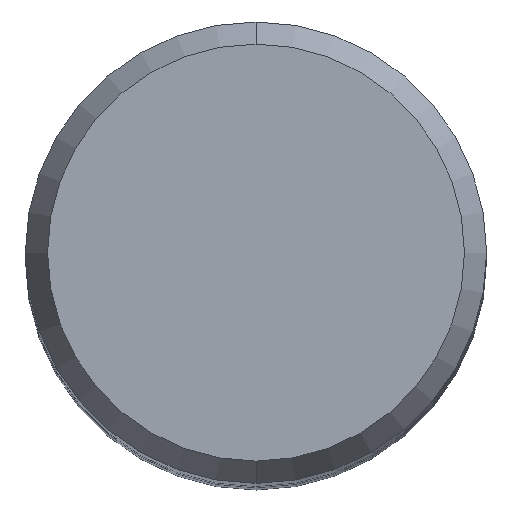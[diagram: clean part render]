
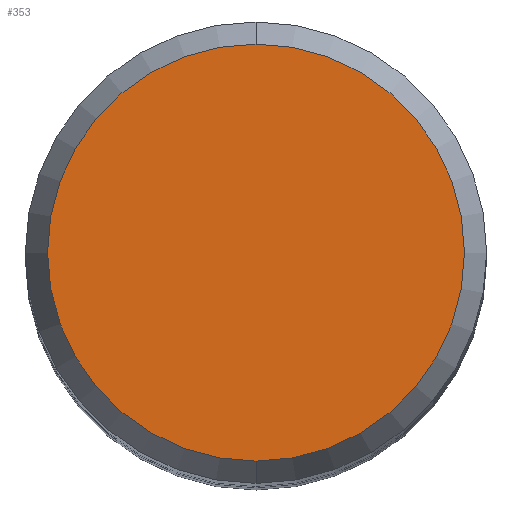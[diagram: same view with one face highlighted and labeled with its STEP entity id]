
A CAD part, top view. The second image highlights one B-rep face of the part: STEP entity #353.
In plain terms, the highlighted planar face has unit normal (0, 0, 1).
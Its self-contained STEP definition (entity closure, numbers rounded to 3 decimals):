
#171=EDGE_CURVE('',#257,#357,#463,.T.);
#257=VERTEX_POINT('',#557);
#353=ADVANCED_FACE('',(#663),#664,.T.);
#357=VERTEX_POINT('',#668);
#401=EDGE_CURVE('',#357,#257,#716,.T.);
#463=CIRCLE('',#775,5.423);
#557=CARTESIAN_POINT('',(0.0,5.423,0.0));
#663=FACE_OUTER_BOUND('',#1277,.T.);
#664=PLANE('',#1278);
#668=CARTESIAN_POINT('',(0.,-5.423,0.0));
#716=CIRCLE('',#1366,5.423);
#775=AXIS2_PLACEMENT_3D('',#1449,#1450,#1451);
#1277=EDGE_LOOP('',(#1679,#1680));
#1278=AXIS2_PLACEMENT_3D('',#1681,#1682,#1683);
#1366=AXIS2_PLACEMENT_3D('',#1728,#1729,#1730);
#1449=CARTESIAN_POINT('',(0.0,0.0,0.0));
#1450=DIRECTION('',(0.0,0.0,-1.0));
#1451=DIRECTION('',(0.0,1.0,0.0));
#1679=ORIENTED_EDGE('',*,*,#171,.F.);
#1680=ORIENTED_EDGE('',*,*,#401,.F.);
#1681=CARTESIAN_POINT('',(0.0,2.711,0.0));
#1682=DIRECTION('',(-0.0,0.0,1.0));
#1683=DIRECTION('',(0.0,-1.0,0.0));
#1728=CARTESIAN_POINT('',(0.0,0.0,0.0));
#1729=DIRECTION('',(0.0,0.0,-1.0));
#1730=DIRECTION('',(0.0,1.0,0.0));
